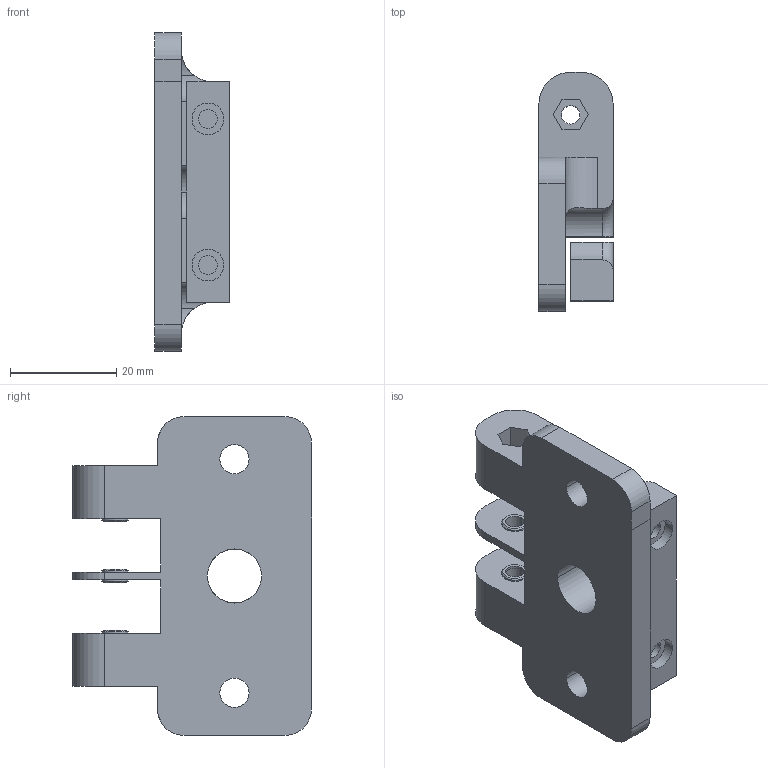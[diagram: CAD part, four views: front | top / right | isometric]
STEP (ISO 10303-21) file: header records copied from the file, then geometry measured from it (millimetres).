
FILE_DESCRIPTION(('CATIA V5 STEP Exchange'),'2;1');
FILE_NAME('HYPERCUBE-EVO-0017_NGEN.stp','2018-08-25T14:04:13+00:00',('none'),('none'),'CATIA Version 5 Release 21 GA (IN-10)','CATIA V5 STEP AP203','none');
FILE_SCHEMA(('CONFIG_CONTROL_DESIGN'));
Length unit declared in the file: millimetre
Products named in the file (1): HYPERCUBE-EVO-0017_NGEN
Bounding box: 14 x 45 x 60 mm (x, y, z)
Volume: 19052.4 mm3; surface area: 9974.1 mm2
Topology: 2 solids, 2 shells, 131 faces, 345 edges, 229 vertices
Faces by surface type: cylinder 62, plane 57, cone 8, torus 4
Entity records: 3842 total; most frequent: CARTESIAN_POINT 745, ORIENTED_EDGE 690, DIRECTION 491, EDGE_CURVE 345, VERTEX_POINT 229, AXIS2_PLACEMENT_3D 219, VECTOR 193, LINE 193
